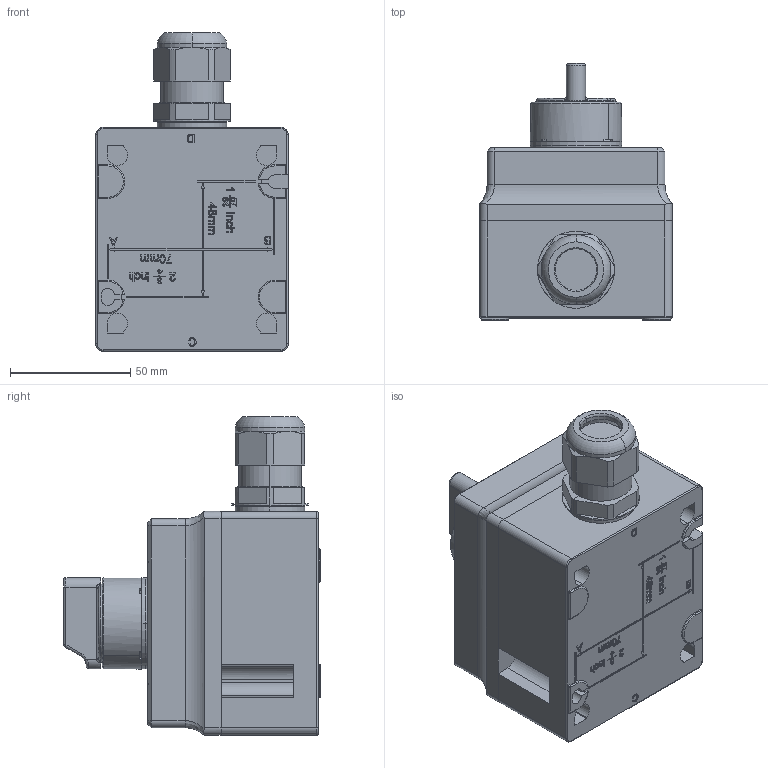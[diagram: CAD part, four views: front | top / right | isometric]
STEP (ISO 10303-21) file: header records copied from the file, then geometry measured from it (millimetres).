
FILE_DESCRIPTION (( 'STEP AP203' ), '1' );
FILE_NAME ('8040_1180_-26.STEP', '2014-10-10T07:56:33', ( '' ), ( '' ), 'SwSTEP 2.0', 'SolidWorks 2014', '' );
FILE_SCHEMA (( 'CONFIG_CONTROL_DESIGN' ));
Length unit declared in the file: millimetre
Products named in the file (19): 86_029_11_95_0; 81_610_78_01_0_Hutmutter_Vereinfacht; 86_020_93_02_0_ohne Beschriftung und Platte; Anschlussgewindedichtung_M25; 509_626_0; Staubschutzkappe_M25; 80_409_04_04_0_m. Bohr. f. M25 an D 80_409_08_04_0; 86_029_07_95_0; 81_610_78_01_0_Vereinfacht; 80_409_04_04_0_mit Bohrung M25 Seite D ; 8040_1180_-26; 86_029_18_16_0; 80_409_01_05_6; 86_029_14_51_0_ohne Beschriftung; 81_610_78_01_0_Stutzen_Vereinfacht; 86_029_01_80_0; 81_610_78_01_0_Dichtung; 86_029_21_51_0; 81_610_78_01_0_Reduzierdichtung
Assembly tree (21 placements, depth 3):
  8040_1180_-26
    80_409_04_04_0_mit Bohrung M25 Seite D 
      80_409_04_04_0_m. Bohr. f. M25 an D 80_409_08_04_0
    80_409_01_05_6
    81_610_78_01_0_Vereinfacht
      81_610_78_01_0_Stutzen_Vereinfacht
      81_610_78_01_0_Dichtung
      81_610_78_01_0_Reduzierdichtung
      81_610_78_01_0_Hutmutter_Vereinfacht
      Anschlussgewindedichtung_M25
      Staubschutzkappe_M25
    86_020_93_02_0_ohne Beschriftung und Platte
      86_029_18_16_0
      86_029_14_51_0_ohne Beschriftung
      86_029_01_80_0
      86_029_21_51_0
      86_029_11_95_0
    509_626_0  x4
    86_029_07_95_0
Bounding box: 80 x 106.8 x 132.31 mm (x, y, z)
Volume: 183686.3 mm3; surface area: 127222.9 mm2
Topology: 17 solids, 19 shells, 2786 faces, 7317 edges, 4671 vertices
Faces by surface type: plane 1273, cylinder 616, cone 339, bspline 318, torus 222, sphere 18
Entity records: 101061 total; most frequent: CARTESIAN_POINT 34469, ORIENTED_EDGE 14042, DIRECTION 12689, EDGE_CURVE 7027, VERTEX_POINT 4515, AXIS2_PLACEMENT_3D 4399, LINE 3891, VECTOR 3891
